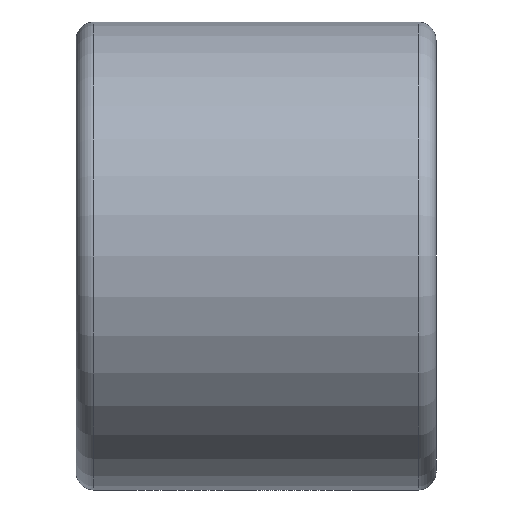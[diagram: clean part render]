
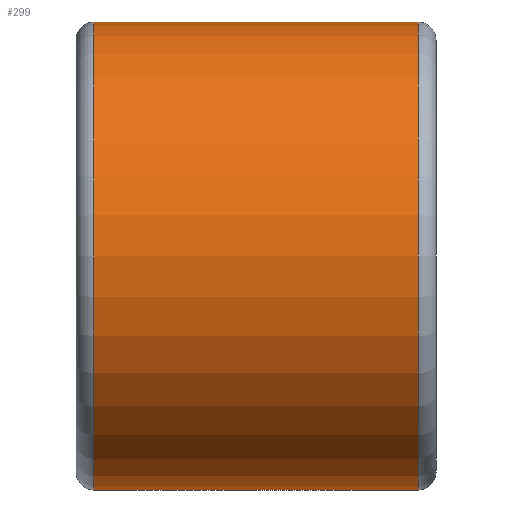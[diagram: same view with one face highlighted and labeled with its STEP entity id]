
A CAD part, left-side view. The second image highlights one B-rep face of the part: STEP entity #299.
In plain terms, the highlighted cylindrical face has radius 6.5 mm (diameter 13 mm), a partial arc.
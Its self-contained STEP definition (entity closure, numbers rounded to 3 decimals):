
#1 = DIRECTION ( 'NONE',  ( 0., 1., 0. ) ) ;
#5 = DIRECTION ( 'NONE',  ( 0., -1., 0. ) ) ;
#7 = VERTEX_POINT ( 'NONE', #396 ) ;
#32 = VERTEX_POINT ( 'NONE', #77 ) ;
#45 = EDGE_CURVE ( 'NONE', #7, #348, #165, .T. ) ;
#46 = ORIENTED_EDGE ( 'NONE', *, *, #263, .T. ) ;
#76 = DIRECTION ( 'NONE',  ( 0., 0., 1. ) ) ;
#77 = CARTESIAN_POINT ( 'NONE',  ( 0., -4.5, 6.5 ) ) ;
#83 = AXIS2_PLACEMENT_3D ( 'NONE', #344, #334, #76 ) ;
#102 = ORIENTED_EDGE ( 'NONE', *, *, #45, .T. ) ;
#118 = VECTOR ( 'NONE', #332, 1000. ) ;
#127 = CARTESIAN_POINT ( 'NONE',  ( 0., 5., 0. ) ) ;
#139 = CARTESIAN_POINT ( 'NONE',  ( 0., 5., -6.5 ) ) ;
#149 = EDGE_LOOP ( 'NONE', ( #380, #385, #102, #46 ) ) ;
#152 = CIRCLE ( 'NONE', #381, 6.5 ) ;
#153 = CARTESIAN_POINT ( 'NONE',  ( 0., -4.5, 0. ) ) ;
#165 = LINE ( 'NONE', #139, #118 ) ;
#188 = DIRECTION ( 'NONE',  ( 0., -1., 0. ) ) ;
#196 = CARTESIAN_POINT ( 'NONE',  ( 0., 4.5, 6.5 ) ) ;
#225 = LINE ( 'NONE', #287, #406 ) ;
#245 = CIRCLE ( 'NONE', #83, 6.5 ) ;
#254 = FACE_OUTER_BOUND ( 'NONE', #149, .T. ) ;
#257 = CARTESIAN_POINT ( 'NONE',  ( 0., -4.5, -6.5 ) ) ;
#263 = EDGE_CURVE ( 'NONE', #348, #32, #152, .T. ) ;
#287 = CARTESIAN_POINT ( 'NONE',  ( 0., 5., 6.5 ) ) ;
#291 = EDGE_CURVE ( 'NONE', #375, #32, #225, .T. ) ;
#299 = ADVANCED_FACE ( 'NONE', ( #254 ), #351, .T. ) ;
#310 = DIRECTION ( 'NONE',  ( 0., 0., -1. ) ) ;
#320 = DIRECTION ( 'NONE',  ( 0., 0., 1. ) ) ;
#332 = DIRECTION ( 'NONE',  ( 0., -1., 0. ) ) ;
#334 = DIRECTION ( 'NONE',  ( 0., -1., 0. ) ) ;
#344 = CARTESIAN_POINT ( 'NONE',  ( 0., 4.5, 0. ) ) ;
#348 = VERTEX_POINT ( 'NONE', #257 ) ;
#351 = CYLINDRICAL_SURFACE ( 'NONE', #398, 6.5 ) ;
#372 = EDGE_CURVE ( 'NONE', #375, #7, #245, .T. ) ;
#375 = VERTEX_POINT ( 'NONE', #196 ) ;
#380 = ORIENTED_EDGE ( 'NONE', *, *, #291, .F. ) ;
#381 = AXIS2_PLACEMENT_3D ( 'NONE', #153, #1, #320 ) ;
#385 = ORIENTED_EDGE ( 'NONE', *, *, #372, .T. ) ;
#396 = CARTESIAN_POINT ( 'NONE',  ( 0., 4.5, -6.5 ) ) ;
#398 = AXIS2_PLACEMENT_3D ( 'NONE', #127, #5, #310 ) ;
#406 = VECTOR ( 'NONE', #188, 1000. ) ;
